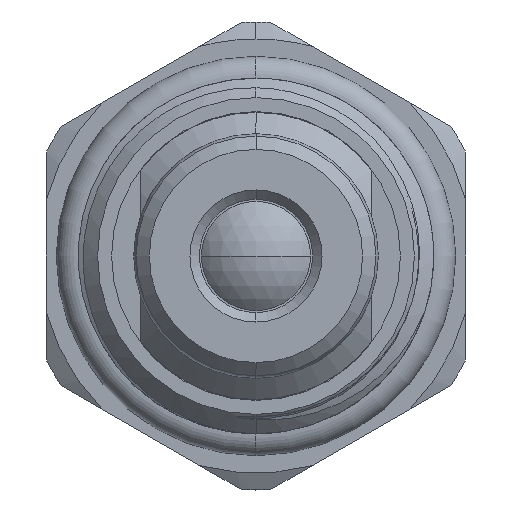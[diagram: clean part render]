
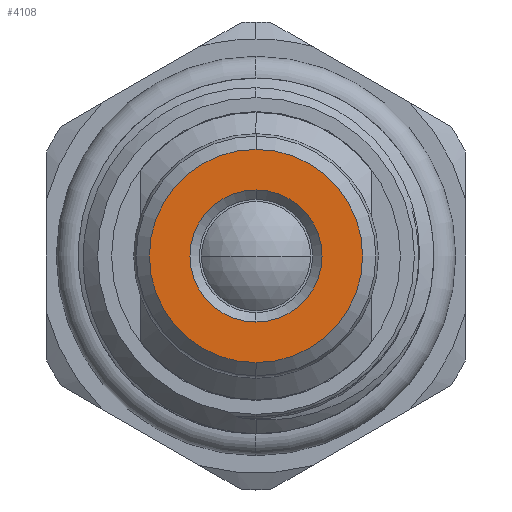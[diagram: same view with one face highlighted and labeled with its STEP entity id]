
A CAD part, left-side view. The second image highlights one B-rep face of the part: STEP entity #4108.
In plain terms, the highlighted planar face has unit normal (-1, 0, 0).
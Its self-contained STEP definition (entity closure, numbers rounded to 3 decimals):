
#523 = VERTEX_POINT ( 'NONE', #2810 ) ;
#546 = VERTEX_POINT ( 'NONE', #3152 ) ;
#574 = EDGE_LOOP ( 'NONE', ( #2545, #2163 ) ) ;
#699 = VERTEX_POINT ( 'NONE', #3215 ) ;
#727 = EDGE_LOOP ( 'NONE', ( #2120, #2099 ) ) ;
#732 = VERTEX_POINT ( 'NONE', #3208 ) ;
#1073 = EDGE_CURVE ( 'NONE', #699, #523, #2466, .T. ) ;
#1109 = EDGE_CURVE ( 'NONE', #732, #546, #2500, .T. ) ;
#1112 = EDGE_CURVE ( 'NONE', #523, #699, #2437, .T. ) ;
#1695 = DIRECTION ( 'NONE',  ( 0., 0., 1. ) ) ;
#1696 = DIRECTION ( 'NONE',  ( 1., 0., 0. ) ) ;
#1697 = CARTESIAN_POINT ( 'NONE',  ( -35.8, 0., 0. ) ) ;
#2099 = ORIENTED_EDGE ( 'NONE', *, *, #1073, .T. ) ;
#2120 = ORIENTED_EDGE ( 'NONE', *, *, #1112, .T. ) ;
#2163 = ORIENTED_EDGE ( 'NONE', *, *, #1109, .T. ) ;
#2437 = CIRCLE ( 'NONE', #2710, 5.65 ) ;
#2466 = CIRCLE ( 'NONE', #2700, 5.65 ) ;
#2500 = CIRCLE ( 'NONE', #2709, 3.5 ) ;
#2545 = ORIENTED_EDGE ( 'NONE', *, *, #2602, .T. ) ;
#2602 = EDGE_CURVE ( 'NONE', #546, #732, #3993, .T. ) ;
#2700 = AXIS2_PLACEMENT_3D ( 'NONE', #3037, #3036, #3035 ) ;
#2709 = AXIS2_PLACEMENT_3D ( 'NONE', #2787, #2786, #2785 ) ;
#2710 = AXIS2_PLACEMENT_3D ( 'NONE', #2791, #2790, #2789 ) ;
#2785 = DIRECTION ( 'NONE',  ( 0., 0., 1. ) ) ;
#2786 = DIRECTION ( 'NONE',  ( 1., 0., 0. ) ) ;
#2787 = CARTESIAN_POINT ( 'NONE',  ( -35.8, 0., 0. ) ) ;
#2789 = DIRECTION ( 'NONE',  ( 0., 0., 1. ) ) ;
#2790 = DIRECTION ( 'NONE',  ( -1., 0., 0. ) ) ;
#2791 = CARTESIAN_POINT ( 'NONE',  ( -35.8, 0., 0. ) ) ;
#2810 = CARTESIAN_POINT ( 'NONE',  ( -35.8, 0., 5.65 ) ) ;
#3035 = DIRECTION ( 'NONE',  ( 0., 0., 1. ) ) ;
#3036 = DIRECTION ( 'NONE',  ( -1., 0., 0. ) ) ;
#3037 = CARTESIAN_POINT ( 'NONE',  ( -35.8, 0., 0. ) ) ;
#3152 = CARTESIAN_POINT ( 'NONE',  ( -35.8, 0., -3.5 ) ) ;
#3208 = CARTESIAN_POINT ( 'NONE',  ( -35.8, 0., 3.5 ) ) ;
#3215 = CARTESIAN_POINT ( 'NONE',  ( -35.8, 0., -5.65 ) ) ;
#3930 = FACE_BOUND ( 'NONE', #574, .T. ) ;
#3935 = FACE_OUTER_BOUND ( 'NONE', #727, .T. ) ;
#3993 = CIRCLE ( 'NONE', #4197, 3.5 ) ;
#4108 = ADVANCED_FACE ( 'NONE', ( #3935, #3930 ), #4328, .F. ) ;
#4197 = AXIS2_PLACEMENT_3D ( 'NONE', #1697, #1696, #1695 ) ;
#4213 = AXIS2_PLACEMENT_3D ( 'NONE', #4327, #4317, #4330 ) ;
#4317 = DIRECTION ( 'NONE',  ( 1., 0., 0. ) ) ;
#4327 = CARTESIAN_POINT ( 'NONE',  ( -35.8, 0., 0. ) ) ;
#4328 = PLANE ( 'NONE',  #4213 ) ;
#4330 = DIRECTION ( 'NONE',  ( 0., 0., 1. ) ) ;
